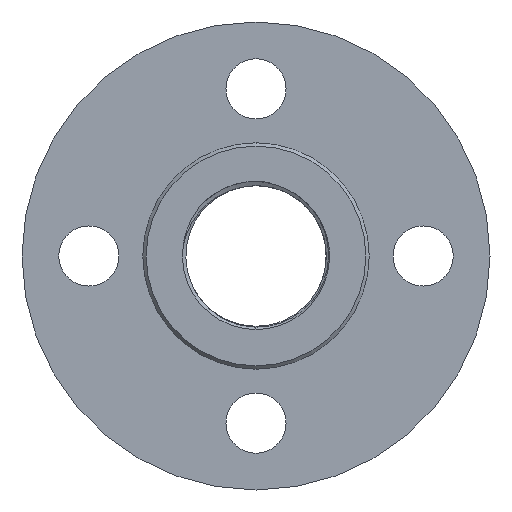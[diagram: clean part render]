
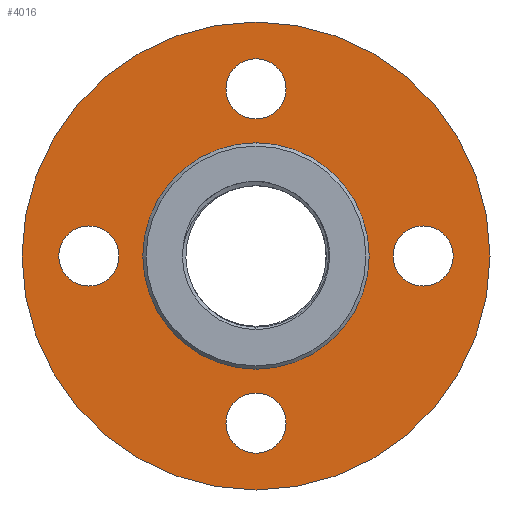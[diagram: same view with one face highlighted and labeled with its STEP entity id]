
A CAD part, front view. The second image highlights one B-rep face of the part: STEP entity #4016.
In plain terms, the highlighted planar face has unit normal (0, -1, 0).
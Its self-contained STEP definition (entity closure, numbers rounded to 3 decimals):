
#87 = CARTESIAN_POINT ( 'NONE',  ( 0., 1., 50. ) ) ;
#172 = ORIENTED_EDGE ( 'NONE', *, *, #877, .T. ) ;
#227 = CARTESIAN_POINT ( 'NONE',  ( 0., 1., 0. ) ) ;
#228 = AXIS2_PLACEMENT_3D ( 'NONE', #87, #1981, #3346 ) ;
#234 = DIRECTION ( 'NONE',  ( 0., 0., 1. ) ) ;
#252 = CARTESIAN_POINT ( 'NONE',  ( 0., 1., -50. ) ) ;
#289 = EDGE_LOOP ( 'NONE', ( #3290, #2224 ) ) ;
#317 = CARTESIAN_POINT ( 'NONE',  ( 0., 1., 0. ) ) ;
#330 = DIRECTION ( 'NONE',  ( 0., -1., 0. ) ) ;
#342 = VERTEX_POINT ( 'NONE', #1714 ) ;
#356 = DIRECTION ( 'NONE',  ( 0., 1., 0. ) ) ;
#375 = DIRECTION ( 'NONE',  ( 0., 0., -1. ) ) ;
#455 = CARTESIAN_POINT ( 'NONE',  ( 0., 1., 41. ) ) ;
#501 = EDGE_CURVE ( 'NONE', #3619, #658, #2761, .T. ) ;
#506 = VERTEX_POINT ( 'NONE', #2852 ) ;
#554 = AXIS2_PLACEMENT_3D ( 'NONE', #2233, #3612, #1820 ) ;
#658 = VERTEX_POINT ( 'NONE', #4415 ) ;
#697 = CIRCLE ( 'NONE', #3385, 9. ) ;
#707 = EDGE_LOOP ( 'NONE', ( #2813, #3571 ) ) ;
#714 = ORIENTED_EDGE ( 'NONE', *, *, #1864, .T. ) ;
#720 = DIRECTION ( 'NONE',  ( 0., 0., 1. ) ) ;
#745 = DIRECTION ( 'NONE',  ( 0., 0., -1. ) ) ;
#767 = VERTEX_POINT ( 'NONE', #4526 ) ;
#773 = CARTESIAN_POINT ( 'NONE',  ( -50., 1., -9. ) ) ;
#801 = ORIENTED_EDGE ( 'NONE', *, *, #1831, .T. ) ;
#828 = CARTESIAN_POINT ( 'NONE',  ( 0., 1., 50. ) ) ;
#830 = ORIENTED_EDGE ( 'NONE', *, *, #4729, .T. ) ;
#860 = AXIS2_PLACEMENT_3D ( 'NONE', #4041, #330, #375 ) ;
#877 = EDGE_CURVE ( 'NONE', #3834, #3914, #1695, .T. ) ;
#997 = CARTESIAN_POINT ( 'NONE',  ( -33.866, 1., 0. ) ) ;
#1060 = VERTEX_POINT ( 'NONE', #773 ) ;
#1096 = DIRECTION ( 'NONE',  ( 0., 1., 0. ) ) ;
#1140 = CARTESIAN_POINT ( 'NONE',  ( 0., 1., -50. ) ) ;
#1179 = CIRCLE ( 'NONE', #3849, 70. ) ;
#1249 = CIRCLE ( 'NONE', #2865, 9. ) ;
#1265 = FACE_BOUND ( 'NONE', #2001, .T. ) ;
#1323 = AXIS2_PLACEMENT_3D ( 'NONE', #2473, #4663, #234 ) ;
#1327 = DIRECTION ( 'NONE',  ( 0., 0., 1. ) ) ;
#1441 = DIRECTION ( 'NONE',  ( 0., 0., -1. ) ) ;
#1519 = EDGE_CURVE ( 'NONE', #1875, #506, #3315, .T. ) ;
#1567 = ORIENTED_EDGE ( 'NONE', *, *, #501, .T. ) ;
#1695 = CIRCLE ( 'NONE', #4377, 9. ) ;
#1714 = CARTESIAN_POINT ( 'NONE',  ( 0., 1., -59. ) ) ;
#1803 = CIRCLE ( 'NONE', #4483, 33.866 ) ;
#1820 = DIRECTION ( 'NONE',  ( 0., 0., 1. ) ) ;
#1831 = EDGE_CURVE ( 'NONE', #1060, #4762, #3622, .T. ) ;
#1864 = EDGE_CURVE ( 'NONE', #3914, #3834, #3158, .T. ) ;
#1875 = VERTEX_POINT ( 'NONE', #2299 ) ;
#1889 = DIRECTION ( 'NONE',  ( 0., 1., 0. ) ) ;
#1942 = AXIS2_PLACEMENT_3D ( 'NONE', #2678, #1889, #4138 ) ;
#1947 = DIRECTION ( 'NONE',  ( 0., 0., 1. ) ) ;
#1981 = DIRECTION ( 'NONE',  ( 0., 1., 0. ) ) ;
#2001 = EDGE_LOOP ( 'NONE', ( #2085, #801 ) ) ;
#2010 = FACE_BOUND ( 'NONE', #3886, .T. ) ;
#2085 = ORIENTED_EDGE ( 'NONE', *, *, #4757, .T. ) ;
#2091 = EDGE_CURVE ( 'NONE', #4117, #342, #1249, .T. ) ;
#2101 = DIRECTION ( 'NONE',  ( 0., 1., 0. ) ) ;
#2187 = EDGE_CURVE ( 'NONE', #658, #3619, #1179, .T. ) ;
#2189 = CARTESIAN_POINT ( 'NONE',  ( 0., 1., 0. ) ) ;
#2217 = VERTEX_POINT ( 'NONE', #3173 ) ;
#2224 = ORIENTED_EDGE ( 'NONE', *, *, #4350, .T. ) ;
#2228 = DIRECTION ( 'NONE',  ( 0., 1., 0. ) ) ;
#2233 = CARTESIAN_POINT ( 'NONE',  ( 50., 1., 0. ) ) ;
#2265 = EDGE_LOOP ( 'NONE', ( #3767, #830 ) ) ;
#2299 = CARTESIAN_POINT ( 'NONE',  ( 50., 1., 9. ) ) ;
#2303 = EDGE_CURVE ( 'NONE', #767, #2217, #2336, .T. ) ;
#2336 = CIRCLE ( 'NONE', #860, 33.866 ) ;
#2346 = CIRCLE ( 'NONE', #3236, 9. ) ;
#2431 = CARTESIAN_POINT ( 'NONE',  ( 0., 1., -41. ) ) ;
#2473 = CARTESIAN_POINT ( 'NONE',  ( 50., 1., 0. ) ) ;
#2500 = FACE_BOUND ( 'NONE', #707, .T. ) ;
#2643 = ORIENTED_EDGE ( 'NONE', *, *, #2187, .T. ) ;
#2649 = CIRCLE ( 'NONE', #554, 9. ) ;
#2678 = CARTESIAN_POINT ( 'NONE',  ( -50., 1., 0. ) ) ;
#2690 = AXIS2_PLACEMENT_3D ( 'NONE', #317, #4720, #1441 ) ;
#2761 = CIRCLE ( 'NONE', #2690, 70. ) ;
#2813 = ORIENTED_EDGE ( 'NONE', *, *, #4439, .F. ) ;
#2852 = CARTESIAN_POINT ( 'NONE',  ( 50., 1., -9. ) ) ;
#2865 = AXIS2_PLACEMENT_3D ( 'NONE', #252, #2101, #1327 ) ;
#3154 = CARTESIAN_POINT ( 'NONE',  ( 0., 1., 59. ) ) ;
#3158 = CIRCLE ( 'NONE', #228, 9. ) ;
#3173 = CARTESIAN_POINT ( 'NONE',  ( 0., 1., 33.866 ) ) ;
#3236 = AXIS2_PLACEMENT_3D ( 'NONE', #1140, #1096, #720 ) ;
#3290 = ORIENTED_EDGE ( 'NONE', *, *, #1519, .T. ) ;
#3296 = CARTESIAN_POINT ( 'NONE',  ( -50., 1., 9. ) ) ;
#3300 = CARTESIAN_POINT ( 'NONE',  ( 0., 1., -70. ) ) ;
#3315 = CIRCLE ( 'NONE', #1323, 9. ) ;
#3346 = DIRECTION ( 'NONE',  ( 0., 0., 1. ) ) ;
#3385 = AXIS2_PLACEMENT_3D ( 'NONE', #4687, #356, #4358 ) ;
#3404 = DIRECTION ( 'NONE',  ( 0., 1., 0. ) ) ;
#3457 = DIRECTION ( 'NONE',  ( 0., 0., -1. ) ) ;
#3465 = FACE_BOUND ( 'NONE', #289, .T. ) ;
#3554 = DIRECTION ( 'NONE',  ( 0., -1., 0. ) ) ;
#3571 = ORIENTED_EDGE ( 'NONE', *, *, #2303, .F. ) ;
#3589 = PLANE ( 'NONE',  #3712 ) ;
#3612 = DIRECTION ( 'NONE',  ( 0., 1., 0. ) ) ;
#3619 = VERTEX_POINT ( 'NONE', #3300 ) ;
#3622 = CIRCLE ( 'NONE', #1942, 9. ) ;
#3712 = AXIS2_PLACEMENT_3D ( 'NONE', #997, #2228, #3901 ) ;
#3767 = ORIENTED_EDGE ( 'NONE', *, *, #2091, .T. ) ;
#3834 = VERTEX_POINT ( 'NONE', #455 ) ;
#3849 = AXIS2_PLACEMENT_3D ( 'NONE', #227, #3554, #3457 ) ;
#3886 = EDGE_LOOP ( 'NONE', ( #714, #172 ) ) ;
#3901 = DIRECTION ( 'NONE',  ( 0., 0., 1. ) ) ;
#3914 = VERTEX_POINT ( 'NONE', #3154 ) ;
#4016 = ADVANCED_FACE ( 'NONE', ( #1265, #2010, #3465, #4643, #2500, #4068 ), #3589, .F. ) ;
#4041 = CARTESIAN_POINT ( 'NONE',  ( 0., 1., 0. ) ) ;
#4050 = DIRECTION ( 'NONE',  ( 0., -1., 0. ) ) ;
#4068 = FACE_OUTER_BOUND ( 'NONE', #4650, .T. ) ;
#4117 = VERTEX_POINT ( 'NONE', #2431 ) ;
#4138 = DIRECTION ( 'NONE',  ( 0., 0., 1. ) ) ;
#4350 = EDGE_CURVE ( 'NONE', #506, #1875, #2649, .T. ) ;
#4358 = DIRECTION ( 'NONE',  ( 0., 0., 1. ) ) ;
#4377 = AXIS2_PLACEMENT_3D ( 'NONE', #828, #3404, #1947 ) ;
#4415 = CARTESIAN_POINT ( 'NONE',  ( 0., 1., 70. ) ) ;
#4439 = EDGE_CURVE ( 'NONE', #2217, #767, #1803, .T. ) ;
#4483 = AXIS2_PLACEMENT_3D ( 'NONE', #2189, #4050, #745 ) ;
#4526 = CARTESIAN_POINT ( 'NONE',  ( 0., 1., -33.866 ) ) ;
#4643 = FACE_BOUND ( 'NONE', #2265, .T. ) ;
#4650 = EDGE_LOOP ( 'NONE', ( #1567, #2643 ) ) ;
#4663 = DIRECTION ( 'NONE',  ( 0., 1., 0. ) ) ;
#4687 = CARTESIAN_POINT ( 'NONE',  ( -50., 1., 0. ) ) ;
#4720 = DIRECTION ( 'NONE',  ( 0., -1., 0. ) ) ;
#4729 = EDGE_CURVE ( 'NONE', #342, #4117, #2346, .T. ) ;
#4757 = EDGE_CURVE ( 'NONE', #4762, #1060, #697, .T. ) ;
#4762 = VERTEX_POINT ( 'NONE', #3296 ) ;
